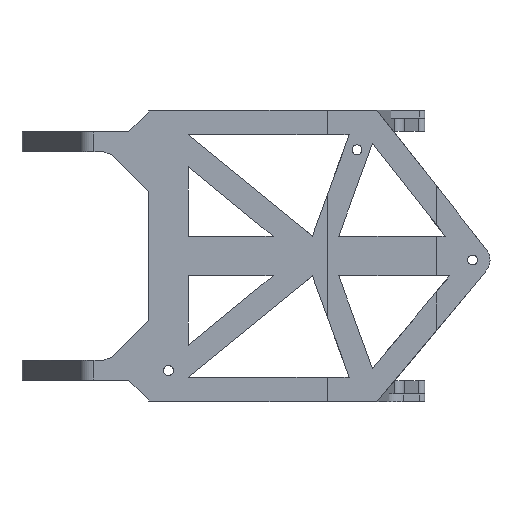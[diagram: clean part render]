
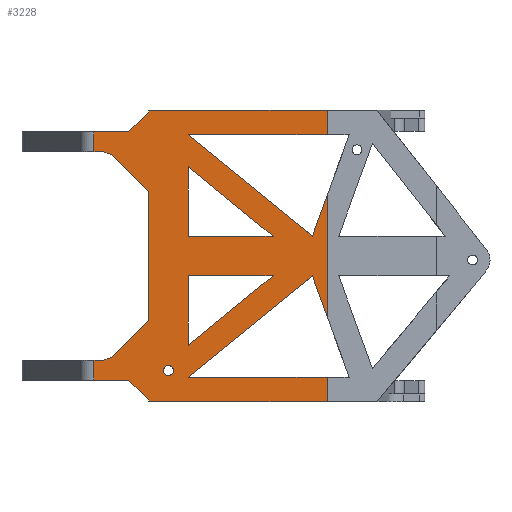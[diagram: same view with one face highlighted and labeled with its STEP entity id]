
A CAD part, left-side view. The second image highlights one B-rep face of the part: STEP entity #3228.
In plain terms, the highlighted planar face has unit normal (-1, 0, 0).
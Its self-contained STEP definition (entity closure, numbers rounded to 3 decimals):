
#65 = VERTEX_POINT('',#66);
#66 = CARTESIAN_POINT('',(-30.,15.,0.));
#72 = EDGE_CURVE('',#73,#65,#75,.T.);
#73 = VERTEX_POINT('',#74);
#74 = CARTESIAN_POINT('',(-30.,51.,0.));
#75 = LINE('',#76,#77);
#76 = CARTESIAN_POINT('',(-30.,51.,0.));
#77 = VECTOR('',#78,1.);
#78 = DIRECTION('',(0.,-1.,0.));
#609 = VERTEX_POINT('',#610);
#610 = CARTESIAN_POINT('',(-30.,15.,5.));
#616 = EDGE_CURVE('',#65,#609,#617,.T.);
#617 = LINE('',#618,#619);
#618 = CARTESIAN_POINT('',(-30.,15.,0.));
#619 = VECTOR('',#620,1.);
#620 = DIRECTION('',(0.,0.,1.));
#688 = EDGE_CURVE('',#73,#689,#691,.T.);
#689 = VERTEX_POINT('',#690);
#690 = CARTESIAN_POINT('',(-30.,51.,0.4));
#691 = LINE('',#692,#693);
#692 = CARTESIAN_POINT('',(-30.,51.,0.));
#693 = VECTOR('',#694,1.);
#694 = DIRECTION('',(0.,0.,1.));
#1469 = VERTEX_POINT('',#1470);
#1470 = CARTESIAN_POINT('',(-30.,15.,53.8));
#1478 = VERTEX_POINT('',#1479);
#1479 = CARTESIAN_POINT('',(-30.,15.,58.8));
#1485 = EDGE_CURVE('',#1469,#1478,#1486,.T.);
#1486 = LINE('',#1487,#1488);
#1487 = CARTESIAN_POINT('',(-30.,15.,0.));
#1488 = VECTOR('',#1489,1.);
#1489 = DIRECTION('',(0.,0.,1.));
#1508 = EDGE_CURVE('',#1469,#1509,#1511,.T.);
#1509 = VERTEX_POINT('',#1510);
#1510 = CARTESIAN_POINT('',(-30.,43.,53.8));
#1511 = LINE('',#1512,#1513);
#1512 = CARTESIAN_POINT('',(-30.,10.568,53.8));
#1513 = VECTOR('',#1514,1.);
#1514 = DIRECTION('',(0.,1.,0.));
#1548 = VERTEX_POINT('',#1549);
#1549 = CARTESIAN_POINT('',(-30.,18.,33.4));
#1555 = EDGE_CURVE('',#1548,#1556,#1558,.T.);
#1556 = VERTEX_POINT('',#1557);
#1557 = CARTESIAN_POINT('',(-30.,15.,41.634));
#1558 = LINE('',#1559,#1560);
#1559 = CARTESIAN_POINT('',(-30.,18.,33.4));
#1560 = VECTOR('',#1561,1.);
#1561 = DIRECTION('',(0.,-0.342,0.94));
#1580 = VERTEX_POINT('',#1581);
#1581 = CARTESIAN_POINT('',(-30.,15.,17.166));
#1589 = EDGE_CURVE('',#1580,#1556,#1590,.T.);
#1590 = LINE('',#1591,#1592);
#1591 = CARTESIAN_POINT('',(-30.,15.,0.));
#1592 = VECTOR('',#1593,1.);
#1593 = DIRECTION('',(0.,0.,1.));
#1605 = VERTEX_POINT('',#1606);
#1606 = CARTESIAN_POINT('',(-30.,18.,25.4));
#1612 = EDGE_CURVE('',#1605,#1580,#1613,.T.);
#1613 = LINE('',#1614,#1615);
#1614 = CARTESIAN_POINT('',(-30.,18.,25.4));
#1615 = VECTOR('',#1616,1.);
#1616 = DIRECTION('',(0.,-0.342,-0.94));
#1638 = EDGE_CURVE('',#609,#1639,#1641,.T.);
#1639 = VERTEX_POINT('',#1640);
#1640 = CARTESIAN_POINT('',(-30.,43.,5.));
#1641 = LINE('',#1642,#1643);
#1642 = CARTESIAN_POINT('',(-30.,10.568,5.));
#1643 = VECTOR('',#1644,1.);
#1644 = DIRECTION('',(0.,1.,0.));
#1686 = EDGE_CURVE('',#689,#1687,#1689,.T.);
#1687 = VERTEX_POINT('',#1688);
#1688 = CARTESIAN_POINT('',(-30.,55.,4.4));
#1689 = LINE('',#1690,#1691);
#1690 = CARTESIAN_POINT('',(-30.,54.61,4.01));
#1691 = VECTOR('',#1692,1.);
#1692 = DIRECTION('',(0.,0.707,0.707));
#1717 = EDGE_CURVE('',#1718,#1720,#1722,.T.);
#1718 = VERTEX_POINT('',#1719);
#1719 = CARTESIAN_POINT('',(-30.,60.,8.4));
#1720 = VERTEX_POINT('',#1721);
#1721 = CARTESIAN_POINT('',(-30.,62.,8.4));
#1722 = LINE('',#1723,#1724);
#1723 = CARTESIAN_POINT('',(-30.,51.,8.4));
#1724 = VECTOR('',#1725,1.);
#1725 = DIRECTION('',(0.,1.,0.));
#1786 = EDGE_CURVE('',#1787,#1718,#1789,.T.);
#1787 = VERTEX_POINT('',#1788);
#1788 = CARTESIAN_POINT('',(-30.,58.293,9.107));
#1789 = LINE('',#1790,#1791);
#1790 = CARTESIAN_POINT('',(-30.,45.038,14.597));
#1791 = VECTOR('',#1792,1.);
#1792 = DIRECTION('',(0.,0.924,-0.383));
#1826 = EDGE_CURVE('',#1827,#1720,#1829,.T.);
#1827 = VERTEX_POINT('',#1828);
#1828 = CARTESIAN_POINT('',(-30.,62.,4.4));
#1829 = LINE('',#1830,#1831);
#1830 = CARTESIAN_POINT('',(-30.,62.,4.4));
#1831 = VECTOR('',#1832,1.);
#1832 = DIRECTION('',(0.,0.,1.));
#1875 = VERTEX_POINT('',#1876);
#1876 = CARTESIAN_POINT('',(-30.,51.,16.4));
#1882 = EDGE_CURVE('',#1787,#1875,#1883,.T.);
#1883 = LINE('',#1884,#1885);
#1884 = CARTESIAN_POINT('',(-30.,45.888,21.512));
#1885 = VECTOR('',#1886,1.);
#1886 = DIRECTION('',(0.,-0.707,0.707));
#1897 = EDGE_CURVE('',#1687,#1827,#1898,.T.);
#1898 = LINE('',#1899,#1900);
#1899 = CARTESIAN_POINT('',(-30.,51.,4.4));
#1900 = VECTOR('',#1901,1.);
#1901 = DIRECTION('',(0.,1.,0.));
#1965 = EDGE_CURVE('',#1875,#1966,#1968,.T.);
#1966 = VERTEX_POINT('',#1967);
#1967 = CARTESIAN_POINT('',(-30.,51.,42.4));
#1968 = LINE('',#1969,#1970);
#1969 = CARTESIAN_POINT('',(-30.,51.,0.));
#1970 = VECTOR('',#1971,1.);
#1971 = DIRECTION('',(0.,0.,1.));
#1996 = EDGE_CURVE('',#1509,#1548,#1997,.T.);
#1997 = LINE('',#1998,#1999);
#1998 = CARTESIAN_POINT('',(-30.,43.,53.8));
#1999 = VECTOR('',#2000,1.);
#2000 = DIRECTION('',(0.,-0.775,-0.632));
#2020 = EDGE_CURVE('',#1605,#1639,#2021,.T.);
#2021 = LINE('',#2022,#2023);
#2022 = CARTESIAN_POINT('',(-30.,18.,25.4));
#2023 = VECTOR('',#2024,1.);
#2024 = DIRECTION('',(0.,0.775,-0.632));
#2349 = VERTEX_POINT('',#2350);
#2350 = CARTESIAN_POINT('',(-30.,58.293,49.693));
#2382 = EDGE_CURVE('',#2349,#1966,#2383,.T.);
#2383 = LINE('',#2384,#2385);
#2384 = CARTESIAN_POINT('',(-30.,45.888,37.288));
#2385 = VECTOR('',#2386,1.);
#2386 = DIRECTION('',(-0.,-0.707,-0.707));
#2562 = EDGE_CURVE('',#2349,#2563,#2565,.T.);
#2563 = VERTEX_POINT('',#2564);
#2564 = CARTESIAN_POINT('',(-30.,60.,50.4));
#2565 = LINE('',#2566,#2567);
#2566 = CARTESIAN_POINT('',(-30.,45.038,44.203));
#2567 = VECTOR('',#2568,1.);
#2568 = DIRECTION('',(0.,0.924,0.383));
#2604 = VERTEX_POINT('',#2605);
#2605 = CARTESIAN_POINT('',(-30.,51.,58.4));
#2611 = EDGE_CURVE('',#2604,#2612,#2614,.T.);
#2612 = VERTEX_POINT('',#2613);
#2613 = CARTESIAN_POINT('',(-30.,51.,58.8));
#2614 = LINE('',#2615,#2616);
#2615 = CARTESIAN_POINT('',(-30.,51.,0.));
#2616 = VECTOR('',#2617,1.);
#2617 = DIRECTION('',(0.,0.,1.));
#2633 = EDGE_CURVE('',#2604,#2634,#2636,.T.);
#2634 = VERTEX_POINT('',#2635);
#2635 = CARTESIAN_POINT('',(-30.,55.,54.4));
#2636 = LINE('',#2637,#2638);
#2637 = CARTESIAN_POINT('',(-30.,54.61,54.79));
#2638 = VECTOR('',#2639,1.);
#2639 = DIRECTION('',(0.,0.707,-0.707));
#2675 = VERTEX_POINT('',#2676);
#2676 = CARTESIAN_POINT('',(-30.,62.,50.4));
#2683 = EDGE_CURVE('',#2684,#2675,#2686,.T.);
#2684 = VERTEX_POINT('',#2685);
#2685 = CARTESIAN_POINT('',(-30.,62.,54.4));
#2686 = LINE('',#2687,#2688);
#2687 = CARTESIAN_POINT('',(-30.,62.,54.4));
#2688 = VECTOR('',#2689,1.);
#2689 = DIRECTION('',(-0.,-0.,-1.));
#2706 = EDGE_CURVE('',#2634,#2684,#2707,.T.);
#2707 = LINE('',#2708,#2709);
#2708 = CARTESIAN_POINT('',(-30.,51.,54.4));
#2709 = VECTOR('',#2710,1.);
#2710 = DIRECTION('',(0.,1.,0.));
#2765 = EDGE_CURVE('',#2563,#2675,#2766,.T.);
#2766 = LINE('',#2767,#2768);
#2767 = CARTESIAN_POINT('',(-30.,51.,50.4));
#2768 = VECTOR('',#2769,1.);
#2769 = DIRECTION('',(0.,1.,0.));
#3065 = VERTEX_POINT('',#3066);
#3066 = CARTESIAN_POINT('',(-30.,43.,25.4));
#3072 = EDGE_CURVE('',#3065,#3073,#3075,.T.);
#3073 = VERTEX_POINT('',#3074);
#3074 = CARTESIAN_POINT('',(-30.,25.909,25.4));
#3075 = LINE('',#3076,#3077);
#3076 = CARTESIAN_POINT('',(-30.,43.,25.4));
#3077 = VECTOR('',#3078,1.);
#3078 = DIRECTION('',(0.,-1.,0.));
#3096 = EDGE_CURVE('',#3073,#3097,#3099,.T.);
#3097 = VERTEX_POINT('',#3098);
#3098 = CARTESIAN_POINT('',(-30.,43.,11.453));
#3099 = LINE('',#3100,#3101);
#3100 = CARTESIAN_POINT('',(-30.,25.909,25.4));
#3101 = VECTOR('',#3102,1.);
#3102 = DIRECTION('',(0.,0.775,-0.632));
#3120 = EDGE_CURVE('',#3097,#3065,#3121,.T.);
#3121 = LINE('',#3122,#3123);
#3122 = CARTESIAN_POINT('',(-30.,43.,11.453));
#3123 = VECTOR('',#3124,1.);
#3124 = DIRECTION('',(0.,0.,1.));
#3137 = VERTEX_POINT('',#3138);
#3138 = CARTESIAN_POINT('',(-30.,25.909,33.4));
#3144 = EDGE_CURVE('',#3137,#3145,#3147,.T.);
#3145 = VERTEX_POINT('',#3146);
#3146 = CARTESIAN_POINT('',(-30.,43.,47.347));
#3147 = LINE('',#3148,#3149);
#3148 = CARTESIAN_POINT('',(-30.,25.909,33.4));
#3149 = VECTOR('',#3150,1.);
#3150 = DIRECTION('',(0.,0.775,0.632));
#3168 = EDGE_CURVE('',#3137,#3169,#3171,.T.);
#3169 = VERTEX_POINT('',#3170);
#3170 = CARTESIAN_POINT('',(-30.,43.,33.4));
#3171 = LINE('',#3172,#3173);
#3172 = CARTESIAN_POINT('',(-30.,25.909,33.4));
#3173 = VECTOR('',#3174,1.);
#3174 = DIRECTION('',(0.,1.,0.));
#3192 = EDGE_CURVE('',#3145,#3169,#3193,.T.);
#3193 = LINE('',#3194,#3195);
#3194 = CARTESIAN_POINT('',(-30.,43.,47.347));
#3195 = VECTOR('',#3196,1.);
#3196 = DIRECTION('',(0.,0.,-1.));
#3209 = VERTEX_POINT('',#3210);
#3210 = CARTESIAN_POINT('',(-30.,46.,6.3));
#3216 = EDGE_CURVE('',#3209,#3209,#3217,.T.);
#3217 = CIRCLE('',#3218,1.);
#3218 = AXIS2_PLACEMENT_3D('',#3219,#3220,#3221);
#3219 = CARTESIAN_POINT('',(-30.,47.,6.3));
#3220 = DIRECTION('',(1.,0.,0.));
#3221 = DIRECTION('',(0.,-1.,0.));
#3228 = ADVANCED_FACE('',(#3229,#3262,#3267,#3272),#3275,.T.);
#3229 = FACE_BOUND('',#3230,.T.);
#3230 = EDGE_LOOP('',(#3231,#3232,#3233,#3234,#3235,#3236,#3237,#3238,
    #3239,#3240,#3241,#3242,#3243,#3244,#3245,#3246,#3252,#3253,#3254,
    #3255,#3256,#3257,#3258,#3259,#3260,#3261));
#3231 = ORIENTED_EDGE('',*,*,#1717,.T.);
#3232 = ORIENTED_EDGE('',*,*,#1826,.F.);
#3233 = ORIENTED_EDGE('',*,*,#1897,.F.);
#3234 = ORIENTED_EDGE('',*,*,#1686,.F.);
#3235 = ORIENTED_EDGE('',*,*,#688,.F.);
#3236 = ORIENTED_EDGE('',*,*,#72,.T.);
#3237 = ORIENTED_EDGE('',*,*,#616,.T.);
#3238 = ORIENTED_EDGE('',*,*,#1638,.T.);
#3239 = ORIENTED_EDGE('',*,*,#2020,.F.);
#3240 = ORIENTED_EDGE('',*,*,#1612,.T.);
#3241 = ORIENTED_EDGE('',*,*,#1589,.T.);
#3242 = ORIENTED_EDGE('',*,*,#1555,.F.);
#3243 = ORIENTED_EDGE('',*,*,#1996,.F.);
#3244 = ORIENTED_EDGE('',*,*,#1508,.F.);
#3245 = ORIENTED_EDGE('',*,*,#1485,.T.);
#3246 = ORIENTED_EDGE('',*,*,#3247,.F.);
#3247 = EDGE_CURVE('',#2612,#1478,#3248,.T.);
#3248 = LINE('',#3249,#3250);
#3249 = CARTESIAN_POINT('',(-30.,13.,58.8));
#3250 = VECTOR('',#3251,1.);
#3251 = DIRECTION('',(0.,-1.,0.));
#3252 = ORIENTED_EDGE('',*,*,#2611,.F.);
#3253 = ORIENTED_EDGE('',*,*,#2633,.T.);
#3254 = ORIENTED_EDGE('',*,*,#2706,.T.);
#3255 = ORIENTED_EDGE('',*,*,#2683,.T.);
#3256 = ORIENTED_EDGE('',*,*,#2765,.F.);
#3257 = ORIENTED_EDGE('',*,*,#2562,.F.);
#3258 = ORIENTED_EDGE('',*,*,#2382,.T.);
#3259 = ORIENTED_EDGE('',*,*,#1965,.F.);
#3260 = ORIENTED_EDGE('',*,*,#1882,.F.);
#3261 = ORIENTED_EDGE('',*,*,#1786,.T.);
#3262 = FACE_BOUND('',#3263,.T.);
#3263 = EDGE_LOOP('',(#3264,#3265,#3266));
#3264 = ORIENTED_EDGE('',*,*,#3072,.T.);
#3265 = ORIENTED_EDGE('',*,*,#3096,.T.);
#3266 = ORIENTED_EDGE('',*,*,#3120,.T.);
#3267 = FACE_BOUND('',#3268,.T.);
#3268 = EDGE_LOOP('',(#3269,#3270,#3271));
#3269 = ORIENTED_EDGE('',*,*,#3144,.F.);
#3270 = ORIENTED_EDGE('',*,*,#3168,.T.);
#3271 = ORIENTED_EDGE('',*,*,#3192,.F.);
#3272 = FACE_BOUND('',#3273,.T.);
#3273 = EDGE_LOOP('',(#3274));
#3274 = ORIENTED_EDGE('',*,*,#3216,.T.);
#3275 = PLANE('',#3276);
#3276 = AXIS2_PLACEMENT_3D('',#3277,#3278,#3279);
#3277 = CARTESIAN_POINT('',(-30.,34.976,29.4));
#3278 = DIRECTION('',(-1.,-0.,-0.));
#3279 = DIRECTION('',(0.,0.,-1.));
